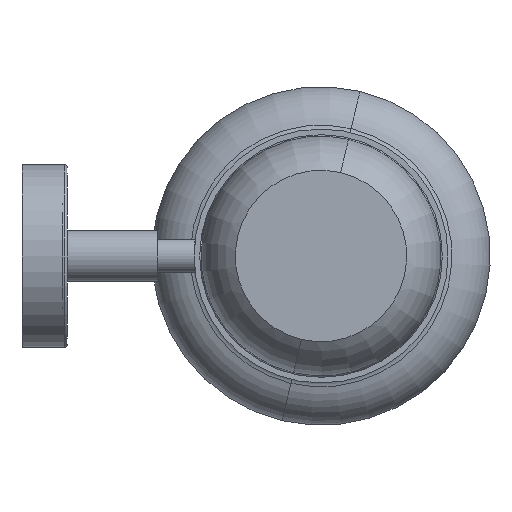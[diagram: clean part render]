
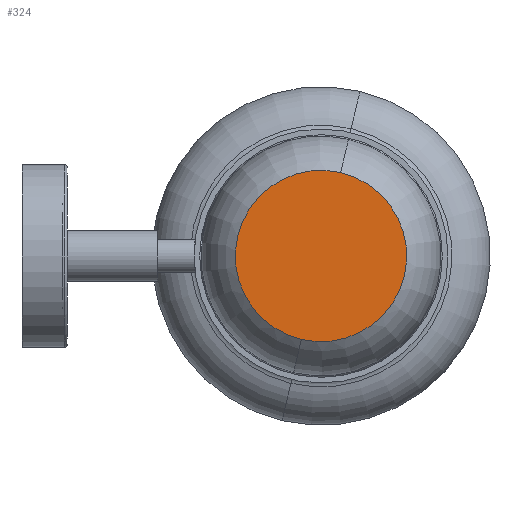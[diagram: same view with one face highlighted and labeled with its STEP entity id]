
A CAD part, front view. The second image highlights one B-rep face of the part: STEP entity #324.
In plain terms, the highlighted planar face has unit normal (0, -1, 0).
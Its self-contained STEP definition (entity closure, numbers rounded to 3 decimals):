
#97 = EDGE_LOOP ( 'NONE', ( #800, #103 ) ) ;
#103 = ORIENTED_EDGE ( 'NONE', *, *, #305, .T. ) ;
#123 = AXIS2_PLACEMENT_3D ( 'NONE', #2104, #2058, #2100 ) ;
#154 = AXIS2_PLACEMENT_3D ( 'NONE', #2087, #2186, #2090 ) ;
#274 = EDGE_CURVE ( 'NONE', #471, #460, #507, .T. ) ;
#305 = EDGE_CURVE ( 'NONE', #460, #471, #1529, .T. ) ;
#324 = ADVANCED_FACE ( 'NONE', ( #1571 ), #2116, .T. ) ;
#460 = VERTEX_POINT ( 'NONE', #1059 ) ;
#471 = VERTEX_POINT ( 'NONE', #1085 ) ;
#507 = CIRCLE ( 'NONE', #154, 30.379 ) ;
#800 = ORIENTED_EDGE ( 'NONE', *, *, #274, .T. ) ;
#1059 = CARTESIAN_POINT ( 'NONE',  ( 0., 0., 30.379 ) ) ;
#1085 = CARTESIAN_POINT ( 'NONE',  ( 0., 0., -30.379 ) ) ;
#1529 = CIRCLE ( 'NONE', #123, 30.379 ) ;
#1571 = FACE_OUTER_BOUND ( 'NONE', #97, .T. ) ;
#1764 = AXIS2_PLACEMENT_3D ( 'NONE', #2173, #2114, #2115 ) ;
#2058 = DIRECTION ( 'NONE',  ( 0., -1., 0. ) ) ;
#2087 = CARTESIAN_POINT ( 'NONE',  ( 0., 0., 0. ) ) ;
#2090 = DIRECTION ( 'NONE',  ( 0., 0., -1. ) ) ;
#2100 = DIRECTION ( 'NONE',  ( 0., 0., -1. ) ) ;
#2104 = CARTESIAN_POINT ( 'NONE',  ( 0., 0., 0. ) ) ;
#2114 = DIRECTION ( 'NONE',  ( 0., -1., 0. ) ) ;
#2115 = DIRECTION ( 'NONE',  ( 0., 0., -1. ) ) ;
#2116 = PLANE ( 'NONE',  #1764 ) ;
#2173 = CARTESIAN_POINT ( 'NONE',  ( 30.379, 0., 0. ) ) ;
#2186 = DIRECTION ( 'NONE',  ( 0., -1., 0. ) ) ;
